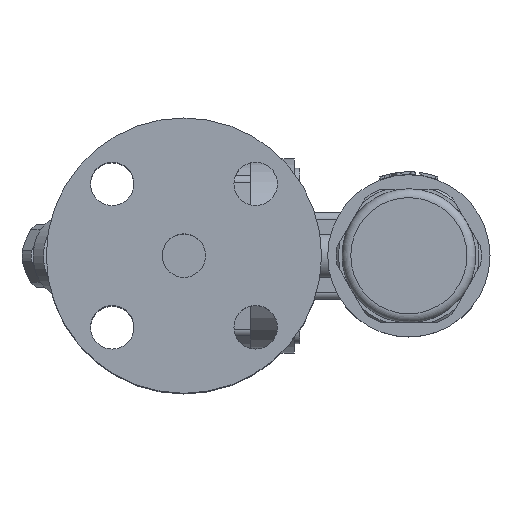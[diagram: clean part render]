
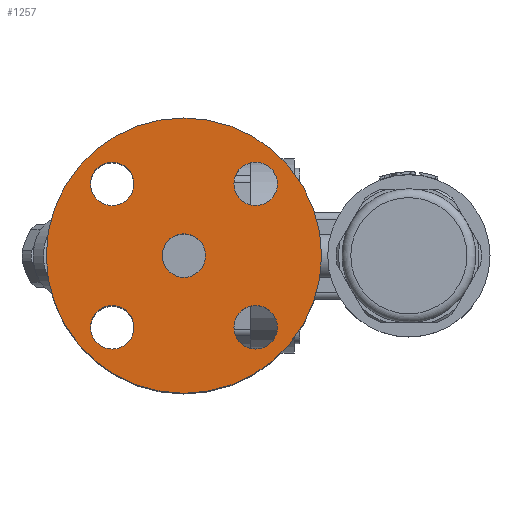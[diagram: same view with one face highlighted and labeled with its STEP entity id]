
A CAD part, top view. The second image highlights one B-rep face of the part: STEP entity #1257.
In plain terms, the highlighted planar face has unit normal (0, 0, 1).
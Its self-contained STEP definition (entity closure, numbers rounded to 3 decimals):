
#750=CARTESIAN_POINT('',(47.5,0.0,77.));
#751=VERTEX_POINT('',#750);
#752=CARTESIAN_POINT('',(0.,0.0,77.0));
#753=DIRECTION('',(0.0,0.0,1.0));
#754=DIRECTION('',(1.0,0.0,0.0));
#755=AXIS2_PLACEMENT_3D('',#752,#753,#754);
#756=CIRCLE('',#755,47.5);
#757=EDGE_CURVE('',#751,#751,#756,.T.);
#794=CARTESIAN_POINT('',(24.749,-32.249,77.0));
#795=VERTEX_POINT('',#794);
#796=CARTESIAN_POINT('',(24.749,-24.749,77.0));
#797=DIRECTION('',(0.0,0.0,-1.0));
#798=DIRECTION('',(0.0,-1.0,0.0));
#799=AXIS2_PLACEMENT_3D('',#796,#797,#798);
#800=CIRCLE('',#799,7.5);
#801=EDGE_CURVE('',#795,#795,#800,.T.);
#835=CARTESIAN_POINT('',(-32.249,-24.749,77.0));
#836=VERTEX_POINT('',#835);
#837=CARTESIAN_POINT('',(-24.749,-24.749,77.));
#838=DIRECTION('',(0.0,0.0,-1.0));
#839=DIRECTION('',(-1.0,0.0,0.0));
#840=AXIS2_PLACEMENT_3D('',#837,#838,#839);
#841=CIRCLE('',#840,7.5);
#842=EDGE_CURVE('',#836,#836,#841,.T.);
#876=CARTESIAN_POINT('',(-24.749,32.249,77.0));
#877=VERTEX_POINT('',#876);
#878=CARTESIAN_POINT('',(-24.749,24.749,77.));
#879=DIRECTION('',(0.0,0.0,-1.0));
#880=DIRECTION('',(0.0,1.0,0.0));
#881=AXIS2_PLACEMENT_3D('',#878,#879,#880);
#882=CIRCLE('',#881,7.5);
#883=EDGE_CURVE('',#877,#877,#882,.T.);
#917=CARTESIAN_POINT('',(32.249,24.749,77.0));
#918=VERTEX_POINT('',#917);
#919=CARTESIAN_POINT('',(24.749,24.749,77.0));
#920=DIRECTION('',(0.0,0.0,-1.0));
#921=DIRECTION('',(1.0,0.0,0.0));
#922=AXIS2_PLACEMENT_3D('',#919,#920,#921);
#923=CIRCLE('',#922,7.5);
#924=EDGE_CURVE('',#918,#918,#923,.T.);
#1226=CARTESIAN_POINT('',(27.5,0.0,77.0));
#1227=DIRECTION('',(0.0,0.0,1.0));
#1228=DIRECTION('',(1.0,0.0,0.0));
#1229=AXIS2_PLACEMENT_3D('',#1226,#1227,#1228);
#1230=PLANE('',#1229);
#1231=ORIENTED_EDGE('',*,*,#757,.T.);
#1232=EDGE_LOOP('',(#1231));
#1233=FACE_OUTER_BOUND('',#1232,.T.);
#1234=ORIENTED_EDGE('',*,*,#801,.T.);
#1235=EDGE_LOOP('',(#1234));
#1236=FACE_BOUND('',#1235,.T.);
#1237=ORIENTED_EDGE('',*,*,#842,.T.);
#1238=EDGE_LOOP('',(#1237));
#1239=FACE_BOUND('',#1238,.T.);
#1240=ORIENTED_EDGE('',*,*,#883,.T.);
#1241=EDGE_LOOP('',(#1240));
#1242=FACE_BOUND('',#1241,.T.);
#1243=ORIENTED_EDGE('',*,*,#924,.T.);
#1244=EDGE_LOOP('',(#1243));
#1245=FACE_BOUND('',#1244,.T.);
#1246=CARTESIAN_POINT('',(7.5,0.0,77.0));
#1247=VERTEX_POINT('',#1246);
#1248=CARTESIAN_POINT('',(0.,0.0,77.0));
#1249=DIRECTION('',(0.0,0.0,1.0));
#1250=DIRECTION('',(1.0,0.0,0.0));
#1251=AXIS2_PLACEMENT_3D('',#1248,#1249,#1250);
#1252=CIRCLE('',#1251,7.5);
#1253=EDGE_CURVE('',#1247,#1247,#1252,.T.);
#1254=ORIENTED_EDGE('',*,*,#1253,.F.);
#1255=EDGE_LOOP('',(#1254));
#1256=FACE_BOUND('',#1255,.T.);
#1257=ADVANCED_FACE('',(#1233,#1236,#1239,#1242,#1245,#1256),#1230,.T.);
